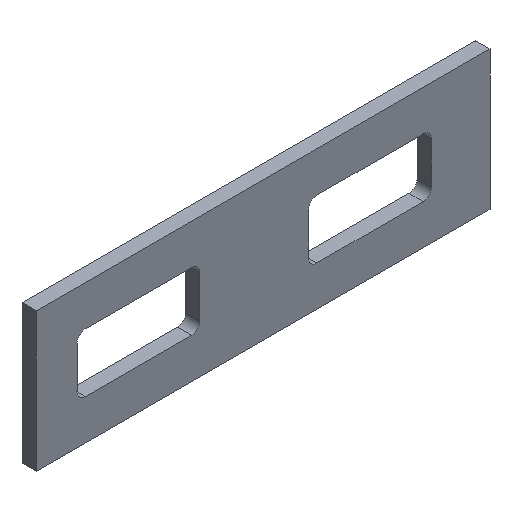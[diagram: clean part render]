
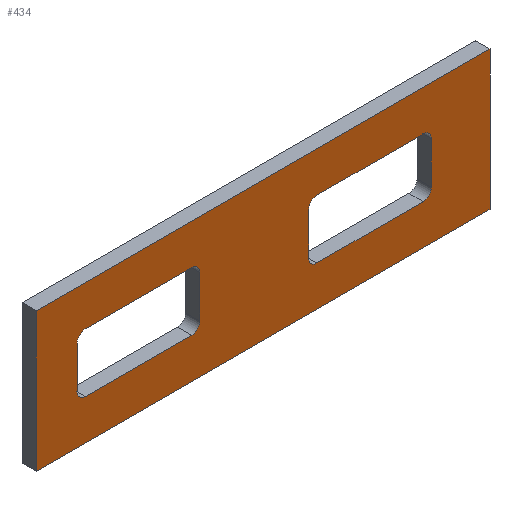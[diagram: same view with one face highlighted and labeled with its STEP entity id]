
A CAD part, isometric view. The second image highlights one B-rep face of the part: STEP entity #434.
In plain terms, the highlighted planar face has unit normal (0, -1, 0).
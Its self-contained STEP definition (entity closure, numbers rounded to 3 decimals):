
#17=FACE_BOUND('',#79,.T.);
#18=FACE_BOUND('',#80,.T.);
#32=PLANE('',#495);
#54=FACE_OUTER_BOUND('',#78,.T.);
#78=EDGE_LOOP('',(#385,#386,#387,#388));
#79=EDGE_LOOP('',(#389,#390,#391,#392,#393,#394,#395,#396));
#80=EDGE_LOOP('',(#397,#398,#399,#400,#401,#402,#403,#404));
#85=LINE('',#633,#129);
#88=LINE('',#644,#132);
#93=LINE('',#657,#137);
#95=LINE('',#665,#139);
#101=LINE('',#681,#145);
#104=LINE('',#692,#148);
#109=LINE('',#705,#153);
#111=LINE('',#713,#155);
#113=LINE('',#718,#157);
#117=LINE('',#726,#161);
#120=LINE('',#732,#164);
#123=LINE('',#737,#167);
#129=VECTOR('',#510,10.);
#132=VECTOR('',#521,10.);
#137=VECTOR('',#534,10.);
#139=VECTOR('',#544,10.);
#145=VECTOR('',#558,10.);
#148=VECTOR('',#569,10.);
#153=VECTOR('',#582,10.);
#155=VECTOR('',#592,10.);
#157=VECTOR('',#596,10.);
#161=VECTOR('',#602,10.);
#164=VECTOR('',#607,10.);
#167=VECTOR('',#612,10.);
#170=CIRCLE('',#460,2.);
#172=CIRCLE('',#464,2.);
#174=CIRCLE('',#468,2.);
#176=CIRCLE('',#472,2.);
#178=CIRCLE('',#476,2.);
#180=CIRCLE('',#480,2.);
#182=CIRCLE('',#484,2.);
#184=CIRCLE('',#488,2.);
#187=VERTEX_POINT('',#623);
#188=VERTEX_POINT('',#625);
#190=VERTEX_POINT('',#631);
#193=VERTEX_POINT('',#638);
#194=VERTEX_POINT('',#640);
#196=VERTEX_POINT('',#649);
#198=VERTEX_POINT('',#655);
#200=VERTEX_POINT('',#661);
#203=VERTEX_POINT('',#671);
#204=VERTEX_POINT('',#673);
#206=VERTEX_POINT('',#679);
#209=VERTEX_POINT('',#686);
#210=VERTEX_POINT('',#688);
#212=VERTEX_POINT('',#697);
#214=VERTEX_POINT('',#703);
#216=VERTEX_POINT('',#709);
#217=VERTEX_POINT('',#716);
#218=VERTEX_POINT('',#717);
#221=VERTEX_POINT('',#725);
#223=VERTEX_POINT('',#731);
#227=EDGE_CURVE('',#187,#188,#170,.T.);
#231=EDGE_CURVE('',#187,#190,#85,.T.);
#234=EDGE_CURVE('',#193,#194,#172,.T.);
#236=EDGE_CURVE('',#193,#188,#88,.T.);
#240=EDGE_CURVE('',#196,#190,#174,.T.);
#243=EDGE_CURVE('',#196,#198,#93,.T.);
#246=EDGE_CURVE('',#200,#198,#176,.T.);
#247=EDGE_CURVE('',#200,#194,#95,.T.);
#251=EDGE_CURVE('',#203,#204,#178,.T.);
#255=EDGE_CURVE('',#203,#206,#101,.T.);
#258=EDGE_CURVE('',#209,#210,#180,.T.);
#260=EDGE_CURVE('',#209,#204,#104,.T.);
#264=EDGE_CURVE('',#212,#206,#182,.T.);
#267=EDGE_CURVE('',#212,#214,#109,.T.);
#270=EDGE_CURVE('',#216,#214,#184,.T.);
#271=EDGE_CURVE('',#216,#210,#111,.T.);
#273=EDGE_CURVE('',#217,#218,#113,.T.);
#277=EDGE_CURVE('',#221,#217,#117,.T.);
#280=EDGE_CURVE('',#223,#221,#120,.T.);
#283=EDGE_CURVE('',#218,#223,#123,.T.);
#385=ORIENTED_EDGE('',*,*,#283,.F.);
#386=ORIENTED_EDGE('',*,*,#273,.F.);
#387=ORIENTED_EDGE('',*,*,#277,.F.);
#388=ORIENTED_EDGE('',*,*,#280,.F.);
#389=ORIENTED_EDGE('',*,*,#231,.T.);
#390=ORIENTED_EDGE('',*,*,#240,.F.);
#391=ORIENTED_EDGE('',*,*,#243,.T.);
#392=ORIENTED_EDGE('',*,*,#246,.F.);
#393=ORIENTED_EDGE('',*,*,#247,.T.);
#394=ORIENTED_EDGE('',*,*,#234,.F.);
#395=ORIENTED_EDGE('',*,*,#236,.T.);
#396=ORIENTED_EDGE('',*,*,#227,.F.);
#397=ORIENTED_EDGE('',*,*,#267,.T.);
#398=ORIENTED_EDGE('',*,*,#270,.F.);
#399=ORIENTED_EDGE('',*,*,#271,.T.);
#400=ORIENTED_EDGE('',*,*,#258,.F.);
#401=ORIENTED_EDGE('',*,*,#260,.T.);
#402=ORIENTED_EDGE('',*,*,#251,.F.);
#403=ORIENTED_EDGE('',*,*,#255,.T.);
#404=ORIENTED_EDGE('',*,*,#264,.F.);
#434=ADVANCED_FACE('',(#54,#17,#18),#32,.F.);
#460=AXIS2_PLACEMENT_3D('',#626,#503,#504);
#464=AXIS2_PLACEMENT_3D('',#641,#516,#517);
#468=AXIS2_PLACEMENT_3D('',#651,#528,#529);
#472=AXIS2_PLACEMENT_3D('',#663,#540,#541);
#476=AXIS2_PLACEMENT_3D('',#674,#551,#552);
#480=AXIS2_PLACEMENT_3D('',#689,#564,#565);
#484=AXIS2_PLACEMENT_3D('',#699,#576,#577);
#488=AXIS2_PLACEMENT_3D('',#711,#588,#589);
#495=AXIS2_PLACEMENT_3D('',#740,#616,#617);
#503=DIRECTION('center_axis',(0.,-1.,0.));
#504=DIRECTION('ref_axis',(0.707,0.,-0.707));
#510=DIRECTION('',(-1.,0.,0.));
#516=DIRECTION('center_axis',(0.,-1.,0.));
#517=DIRECTION('ref_axis',(0.707,0.,0.707));
#521=DIRECTION('',(0.,0.,-1.));
#528=DIRECTION('center_axis',(0.,-1.,0.));
#529=DIRECTION('ref_axis',(-0.707,0.,-0.707));
#534=DIRECTION('',(0.,0.,1.));
#540=DIRECTION('center_axis',(0.,-1.,0.));
#541=DIRECTION('ref_axis',(-0.707,0.,0.707));
#544=DIRECTION('',(1.,0.,0.));
#551=DIRECTION('center_axis',(0.,-1.,0.));
#552=DIRECTION('ref_axis',(0.707,0.,0.707));
#558=DIRECTION('',(0.,0.,-1.));
#564=DIRECTION('center_axis',(0.,-1.,0.));
#565=DIRECTION('ref_axis',(-0.707,0.,0.707));
#569=DIRECTION('',(1.,0.,0.));
#576=DIRECTION('center_axis',(0.,-1.,0.));
#577=DIRECTION('ref_axis',(0.707,0.,-0.707));
#582=DIRECTION('',(-1.,0.,0.));
#588=DIRECTION('center_axis',(0.,-1.,0.));
#589=DIRECTION('ref_axis',(-0.707,0.,-0.707));
#592=DIRECTION('',(0.,0.,1.));
#596=DIRECTION('',(1.,0.,0.));
#602=DIRECTION('',(0.,0.,1.));
#607=DIRECTION('',(-1.,0.,0.));
#612=DIRECTION('',(0.,0.,-1.));
#616=DIRECTION('center_axis',(0.,1.,0.));
#617=DIRECTION('ref_axis',(0.,0.,1.));
#623=CARTESIAN_POINT('',(94.65,0.,-24.175));
#625=CARTESIAN_POINT('',(96.65,0.,-22.175));
#626=CARTESIAN_POINT('Origin',(94.65,0.,-22.175));
#631=CARTESIAN_POINT('',(68.65,0.,-24.175));
#633=CARTESIAN_POINT('',(61.075,0.,-24.175));
#638=CARTESIAN_POINT('',(96.65,0.,-11.825));
#640=CARTESIAN_POINT('',(94.65,0.,-9.825));
#641=CARTESIAN_POINT('Origin',(94.65,0.,-11.825));
#644=CARTESIAN_POINT('',(96.65,0.,-20.588));
#649=CARTESIAN_POINT('',(66.65,0.,-22.175));
#651=CARTESIAN_POINT('Origin',(68.65,0.,-22.175));
#655=CARTESIAN_POINT('',(66.65,0.,-11.825));
#657=CARTESIAN_POINT('',(66.65,0.,-13.413));
#661=CARTESIAN_POINT('',(68.65,0.,-9.825));
#663=CARTESIAN_POINT('Origin',(68.65,0.,-11.825));
#665=CARTESIAN_POINT('',(76.075,0.,-9.825));
#671=CARTESIAN_POINT('',(40.,0.,-11.825));
#673=CARTESIAN_POINT('',(38.,0.,-9.825));
#674=CARTESIAN_POINT('Origin',(38.,0.,-11.825));
#679=CARTESIAN_POINT('',(40.,0.,-22.175));
#681=CARTESIAN_POINT('',(40.,0.,-20.588));
#686=CARTESIAN_POINT('',(12.,0.,-9.825));
#688=CARTESIAN_POINT('',(10.,0.,-11.825));
#689=CARTESIAN_POINT('Origin',(12.,0.,-11.825));
#692=CARTESIAN_POINT('',(47.75,0.,-9.825));
#697=CARTESIAN_POINT('',(38.,0.,-24.175));
#699=CARTESIAN_POINT('Origin',(38.,0.,-22.175));
#703=CARTESIAN_POINT('',(12.,0.,-24.175));
#705=CARTESIAN_POINT('',(32.75,0.,-24.175));
#709=CARTESIAN_POINT('',(10.,0.,-22.175));
#711=CARTESIAN_POINT('Origin',(12.,0.,-22.175));
#713=CARTESIAN_POINT('',(10.,0.,-13.413));
#716=CARTESIAN_POINT('',(0.,0.,0.));
#717=CARTESIAN_POINT('',(111.,0.,0.));
#718=CARTESIAN_POINT('',(0.,0.,0.));
#725=CARTESIAN_POINT('',(0.,0.,-34.));
#726=CARTESIAN_POINT('',(0.,0.,-34.));
#731=CARTESIAN_POINT('',(111.,0.,-34.));
#732=CARTESIAN_POINT('',(111.,0.,-34.));
#737=CARTESIAN_POINT('',(111.,0.,0.));
#740=CARTESIAN_POINT('Origin',(55.5,0.,-17.));
